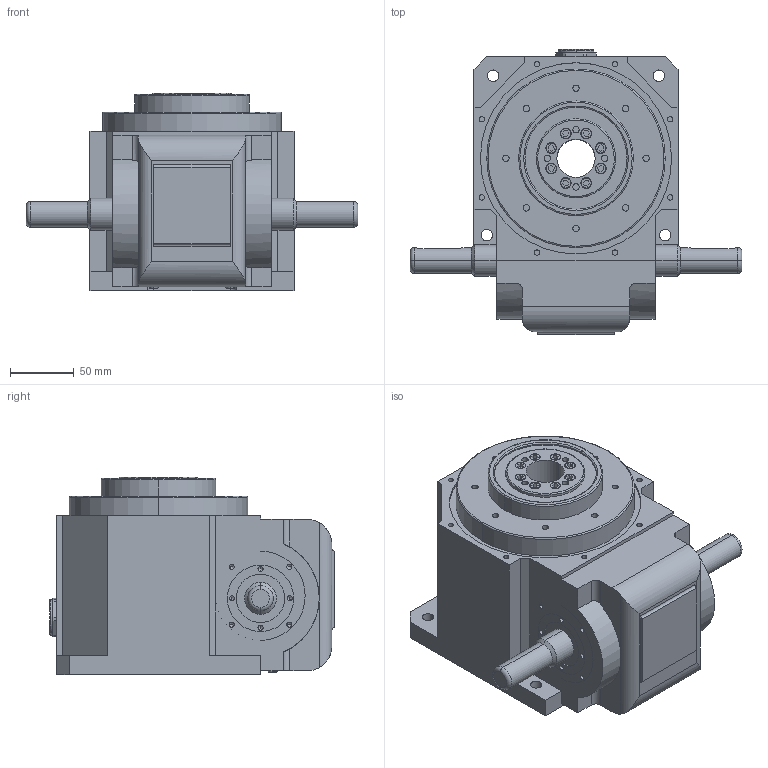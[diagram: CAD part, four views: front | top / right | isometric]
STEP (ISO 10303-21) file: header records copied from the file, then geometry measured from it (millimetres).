
FILE_DESCRIPTION (( 'STEP AP203' ), '1' );
FILE_NAME ('DT080-1131216.STEP', '2025-06-09T08:15:18', ( '' ), ( '' ), 'SwSTEP 2.0', 'SolidWorks 2018', '' );
FILE_SCHEMA (( 'CONFIG_CONTROL_DESIGN' ));
Length unit declared in the file: millimetre
Products named in the file (1): DT080-1131216
Bounding box: 260 x 223.5 x 155 mm (x, y, z)
Volume: 3760395.8 mm3; surface area: 196270.1 mm2
Topology: 1 solids, 1 shells, 562 faces, 1365 edges, 870 vertices
Faces by surface type: plane 278, cylinder 204, cone 40, sphere 20, torus 16, bspline 4
Entity records: 18207 total; most frequent: CARTESIAN_POINT 4712, DIRECTION 2922, ORIENTED_EDGE 2654, EDGE_CURVE 1327, AXIS2_PLACEMENT_3D 1071, VERTEX_POINT 869, VECTOR 780, LINE 780
